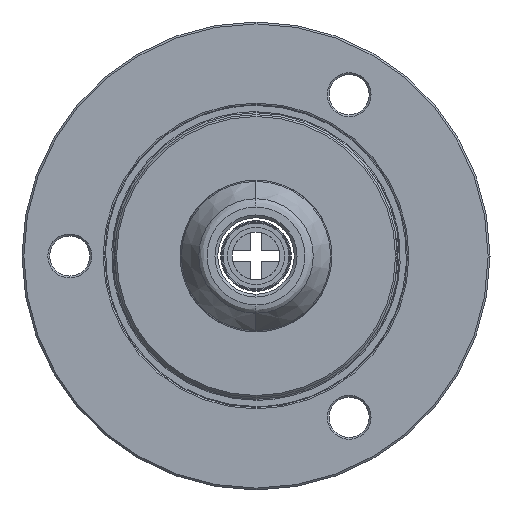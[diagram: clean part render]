
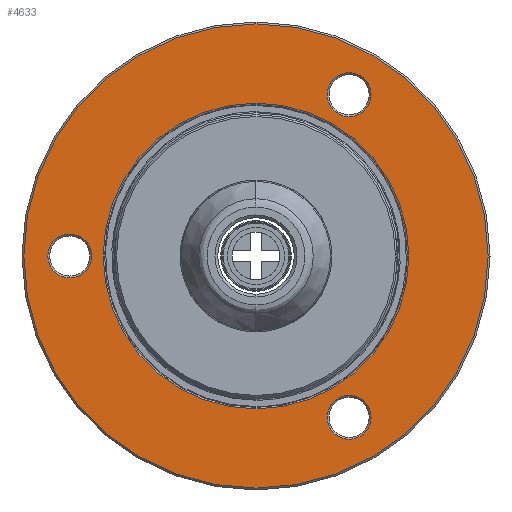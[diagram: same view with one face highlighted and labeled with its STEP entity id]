
A CAD part, left-side view. The second image highlights one B-rep face of the part: STEP entity #4633.
In plain terms, the highlighted planar face has unit normal (-1, 0, 0).
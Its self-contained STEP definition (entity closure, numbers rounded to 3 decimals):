
#247 = ORIENTED_EDGE ( 'NONE', *, *, #9052, .T. ) ;
#272 = CARTESIAN_POINT ( 'NONE',  ( 30.3, 19.5, 0. ) ) ;
#285 = VERTEX_POINT ( 'NONE', #6258 ) ;
#324 = CIRCLE ( 'NONE', #10241, 2.3 ) ;
#577 = CARTESIAN_POINT ( 'NONE',  ( 30.3, 0., 0. ) ) ;
#745 = EDGE_CURVE ( 'NONE', #285, #1627, #7093, .T. ) ;
#847 = CARTESIAN_POINT ( 'NONE',  ( 30.3, 0., 0. ) ) ;
#962 = EDGE_LOOP ( 'NONE', ( #1890, #6035 ) ) ;
#1003 = EDGE_LOOP ( 'NONE', ( #7380, #2651 ) ) ;
#1118 = DIRECTION ( 'NONE',  ( 0., 0., 1. ) ) ;
#1137 = CARTESIAN_POINT ( 'NONE',  ( 30.3, 19.5, 2.3 ) ) ;
#1221 = DIRECTION ( 'NONE',  ( -1., 0., 0. ) ) ;
#1274 = EDGE_CURVE ( 'NONE', #8723, #10020, #2101, .T. ) ;
#1443 = AXIS2_PLACEMENT_3D ( 'NONE', #3396, #4214, #6618 ) ;
#1559 = FACE_OUTER_BOUND ( 'NONE', #3671, .T. ) ;
#1609 = ORIENTED_EDGE ( 'NONE', *, *, #6640, .F. ) ;
#1627 = VERTEX_POINT ( 'NONE', #9992 ) ;
#1890 = ORIENTED_EDGE ( 'NONE', *, *, #2300, .F. ) ;
#1910 = CARTESIAN_POINT ( 'NONE',  ( 30.3, -9.75, -16.887 ) ) ;
#2096 = AXIS2_PLACEMENT_3D ( 'NONE', #847, #4878, #7182 ) ;
#2101 = CIRCLE ( 'NONE', #5094, 2.3 ) ;
#2150 = AXIS2_PLACEMENT_3D ( 'NONE', #1910, #1221, #8301 ) ;
#2300 = EDGE_CURVE ( 'NONE', #7337, #9902, #324, .T. ) ;
#2441 = AXIS2_PLACEMENT_3D ( 'NONE', #577, #7050, #8517 ) ;
#2511 = DIRECTION ( 'NONE',  ( -1., 0., 0. ) ) ;
#2531 = AXIS2_PLACEMENT_3D ( 'NONE', #7414, #6654, #9827 ) ;
#2651 = ORIENTED_EDGE ( 'NONE', *, *, #1274, .F. ) ;
#2763 = EDGE_CURVE ( 'NONE', #9902, #7337, #6541, .T. ) ;
#2897 = EDGE_CURVE ( 'NONE', #9241, #5743, #4705, .T. ) ;
#3273 = DIRECTION ( 'NONE',  ( 1., 0., 0. ) ) ;
#3291 = DIRECTION ( 'NONE',  ( -1., 0., 0. ) ) ;
#3360 = CARTESIAN_POINT ( 'NONE',  ( 30.3, 19.5, 0. ) ) ;
#3396 = CARTESIAN_POINT ( 'NONE',  ( 30.3, 0., 0. ) ) ;
#3490 = CIRCLE ( 'NONE', #2096, 16. ) ;
#3541 = CARTESIAN_POINT ( 'NONE',  ( 30.3, 19.5, -2.3 ) ) ;
#3671 = EDGE_LOOP ( 'NONE', ( #6357, #6767 ) ) ;
#3872 = EDGE_CURVE ( 'NONE', #8830, #5117, #3490, .T. ) ;
#4171 = DIRECTION ( 'NONE',  ( 0., 0., 1. ) ) ;
#4214 = DIRECTION ( 'NONE',  ( 1., 0., 0. ) ) ;
#4341 = DIRECTION ( 'NONE',  ( 0., -1., 0. ) ) ;
#4354 = ORIENTED_EDGE ( 'NONE', *, *, #2897, .F. ) ;
#4633 = ADVANCED_FACE ( 'NONE', ( #5335, #8509, #7783, #9377, #1559 ), #5664, .F. ) ;
#4705 = CIRCLE ( 'NONE', #6964, 2.3 ) ;
#4794 = CARTESIAN_POINT ( 'NONE',  ( 30.3, -12.05, 16.887 ) ) ;
#4878 = DIRECTION ( 'NONE',  ( 1., 0., 0. ) ) ;
#5094 = AXIS2_PLACEMENT_3D ( 'NONE', #272, #5114, #1118 ) ;
#5114 = DIRECTION ( 'NONE',  ( -1., 0., 0. ) ) ;
#5117 = VERTEX_POINT ( 'NONE', #9454 ) ;
#5335 = FACE_BOUND ( 'NONE', #962, .T. ) ;
#5339 = CARTESIAN_POINT ( 'NONE',  ( 30.3, -9.75, -14.587 ) ) ;
#5508 = DIRECTION ( 'NONE',  ( -1., 0., 0. ) ) ;
#5664 = PLANE ( 'NONE',  #6987 ) ;
#5694 = DIRECTION ( 'NONE',  ( 0., 0., -1. ) ) ;
#5743 = VERTEX_POINT ( 'NONE', #4794 ) ;
#6035 = ORIENTED_EDGE ( 'NONE', *, *, #2763, .F. ) ;
#6086 = EDGE_CURVE ( 'NONE', #10020, #8723, #6506, .T. ) ;
#6088 = CARTESIAN_POINT ( 'NONE',  ( 30.3, 0., 16. ) ) ;
#6090 = CIRCLE ( 'NONE', #2441, 24.3 ) ;
#6219 = AXIS2_PLACEMENT_3D ( 'NONE', #6784, #8327, #4341 ) ;
#6258 = CARTESIAN_POINT ( 'NONE',  ( 30.3, 0., -24.3 ) ) ;
#6357 = ORIENTED_EDGE ( 'NONE', *, *, #745, .F. ) ;
#6506 = CIRCLE ( 'NONE', #7370, 2.3 ) ;
#6541 = CIRCLE ( 'NONE', #2150, 2.3 ) ;
#6618 = DIRECTION ( 'NONE',  ( 0., 0., 1. ) ) ;
#6640 = EDGE_CURVE ( 'NONE', #5743, #9241, #7252, .T. ) ;
#6654 = DIRECTION ( 'NONE',  ( 1., 0., 0. ) ) ;
#6767 = ORIENTED_EDGE ( 'NONE', *, *, #10245, .F. ) ;
#6784 = CARTESIAN_POINT ( 'NONE',  ( 30.3, -9.75, 16.887 ) ) ;
#6964 = AXIS2_PLACEMENT_3D ( 'NONE', #8827, #2511, #7302 ) ;
#6987 = AXIS2_PLACEMENT_3D ( 'NONE', #7236, #3273, #5694 ) ;
#7050 = DIRECTION ( 'NONE',  ( 1., 0., 0. ) ) ;
#7093 = CIRCLE ( 'NONE', #2531, 24.3 ) ;
#7182 = DIRECTION ( 'NONE',  ( 0., 0., 1. ) ) ;
#7236 = CARTESIAN_POINT ( 'NONE',  ( 30.3, 24.5, 0. ) ) ;
#7252 = CIRCLE ( 'NONE', #6219, 2.3 ) ;
#7302 = DIRECTION ( 'NONE',  ( 0., -1., 0. ) ) ;
#7337 = VERTEX_POINT ( 'NONE', #5339 ) ;
#7370 = AXIS2_PLACEMENT_3D ( 'NONE', #3360, #3291, #4171 ) ;
#7380 = ORIENTED_EDGE ( 'NONE', *, *, #6086, .F. ) ;
#7414 = CARTESIAN_POINT ( 'NONE',  ( 30.3, 0., 0. ) ) ;
#7554 = EDGE_LOOP ( 'NONE', ( #9133, #247 ) ) ;
#7587 = EDGE_LOOP ( 'NONE', ( #1609, #4354 ) ) ;
#7783 = FACE_BOUND ( 'NONE', #1003, .T. ) ;
#7799 = CARTESIAN_POINT ( 'NONE',  ( 30.3, -9.75, -16.887 ) ) ;
#7944 = CIRCLE ( 'NONE', #1443, 16. ) ;
#8008 = CARTESIAN_POINT ( 'NONE',  ( 30.3, -9.75, -19.187 ) ) ;
#8301 = DIRECTION ( 'NONE',  ( 0., 0., 1. ) ) ;
#8327 = DIRECTION ( 'NONE',  ( -1., 0., 0. ) ) ;
#8509 = FACE_BOUND ( 'NONE', #7554, .T. ) ;
#8517 = DIRECTION ( 'NONE',  ( 0., 0., -1. ) ) ;
#8723 = VERTEX_POINT ( 'NONE', #3541 ) ;
#8827 = CARTESIAN_POINT ( 'NONE',  ( 30.3, -9.75, 16.887 ) ) ;
#8830 = VERTEX_POINT ( 'NONE', #6088 ) ;
#9052 = EDGE_CURVE ( 'NONE', #5117, #8830, #7944, .T. ) ;
#9133 = ORIENTED_EDGE ( 'NONE', *, *, #3872, .T. ) ;
#9192 = CARTESIAN_POINT ( 'NONE',  ( 30.3, -7.45, 16.887 ) ) ;
#9241 = VERTEX_POINT ( 'NONE', #9192 ) ;
#9377 = FACE_BOUND ( 'NONE', #7587, .T. ) ;
#9454 = CARTESIAN_POINT ( 'NONE',  ( 30.3, 0., -16. ) ) ;
#9827 = DIRECTION ( 'NONE',  ( 0., 0., -1. ) ) ;
#9902 = VERTEX_POINT ( 'NONE', #8008 ) ;
#9992 = CARTESIAN_POINT ( 'NONE',  ( 30.3, 0., 24.3 ) ) ;
#10020 = VERTEX_POINT ( 'NONE', #1137 ) ;
#10202 = DIRECTION ( 'NONE',  ( 0., 0., 1. ) ) ;
#10241 = AXIS2_PLACEMENT_3D ( 'NONE', #7799, #5508, #10202 ) ;
#10245 = EDGE_CURVE ( 'NONE', #1627, #285, #6090, .T. ) ;
